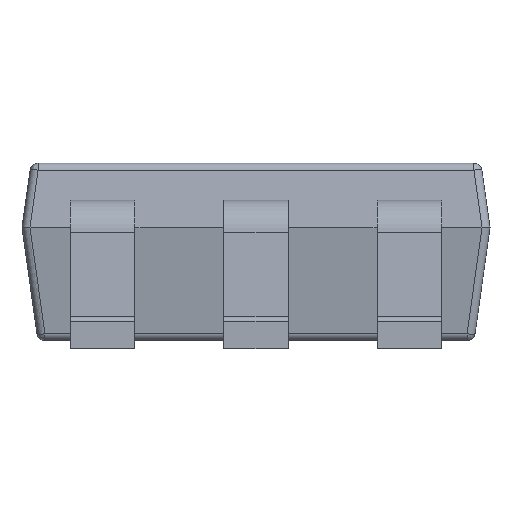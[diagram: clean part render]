
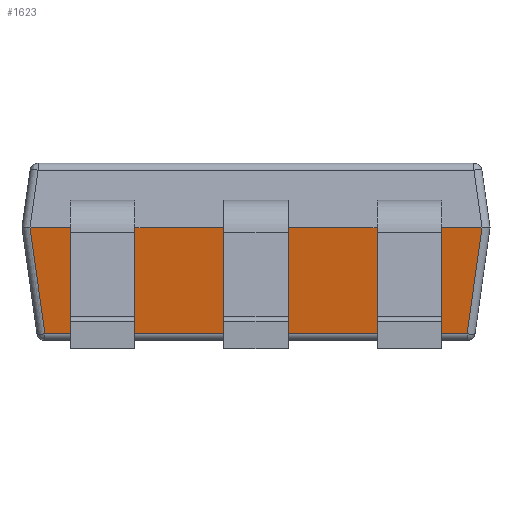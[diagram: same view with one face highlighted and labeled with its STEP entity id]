
A CAD part, front view. The second image highlights one B-rep face of the part: STEP entity #1623.
In plain terms, the highlighted free-form (B-spline) face has degree [1, 1] with [2, 2] control points.
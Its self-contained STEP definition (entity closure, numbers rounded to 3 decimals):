
#1471 = EDGE_CURVE('',#1472,#1474,#1476,.T.);
#1472 = VERTEX_POINT('',#1473);
#1473 = CARTESIAN_POINT('',(1.15,-0.8,0.75));
#1474 = VERTEX_POINT('',#1475);
#1475 = CARTESIAN_POINT('',(1.4,-0.8,0.75));
#1476 = B_SPLINE_CURVE_WITH_KNOTS('',1,(#1477,#1478),.UNSPECIFIED.,.F.,
  .F.,(2,2),(2.6,2.85),.PIECEWISE_BEZIER_KNOTS.);
#1477 = CARTESIAN_POINT('',(1.15,-0.8,0.75));
#1478 = CARTESIAN_POINT('',(1.4,-0.8,0.75));
#1495 = VERTEX_POINT('',#1496);
#1496 = CARTESIAN_POINT('',(-1.4,-0.8,0.75));
#1501 = EDGE_CURVE('',#1495,#1502,#1504,.T.);
#1502 = VERTEX_POINT('',#1503);
#1503 = CARTESIAN_POINT('',(-1.15,-0.8,0.75));
#1504 = B_SPLINE_CURVE_WITH_KNOTS('',1,(#1505,#1506),.UNSPECIFIED.,.F.,
  .F.,(2,2),(0.05,0.3),.PIECEWISE_BEZIER_KNOTS.);
#1505 = CARTESIAN_POINT('',(-1.4,-0.8,0.75));
#1506 = CARTESIAN_POINT('',(-1.15,-0.8,0.75));
#1523 = VERTEX_POINT('',#1524);
#1524 = CARTESIAN_POINT('',(-0.75,-0.8,0.75));
#1529 = EDGE_CURVE('',#1523,#1530,#1532,.T.);
#1530 = VERTEX_POINT('',#1531);
#1531 = CARTESIAN_POINT('',(-0.2,-0.8,0.75));
#1532 = B_SPLINE_CURVE_WITH_KNOTS('',1,(#1533,#1534),.UNSPECIFIED.,.F.,
  .F.,(2,2),(0.7,1.25),.PIECEWISE_BEZIER_KNOTS.);
#1533 = CARTESIAN_POINT('',(-0.75,-0.8,0.75));
#1534 = CARTESIAN_POINT('',(-0.2,-0.8,0.75));
#1551 = VERTEX_POINT('',#1552);
#1552 = CARTESIAN_POINT('',(0.2,-0.8,0.75));
#1557 = EDGE_CURVE('',#1551,#1558,#1560,.T.);
#1558 = VERTEX_POINT('',#1559);
#1559 = CARTESIAN_POINT('',(0.75,-0.8,0.75));
#1560 = B_SPLINE_CURVE_WITH_KNOTS('',1,(#1561,#1562),.UNSPECIFIED.,.F.,
  .F.,(2,2),(1.65,2.2),.PIECEWISE_BEZIER_KNOTS.);
#1561 = CARTESIAN_POINT('',(0.2,-0.8,0.75));
#1562 = CARTESIAN_POINT('',(0.75,-0.8,0.75));
#1623 = ADVANCED_FACE('',(#1624),#1664,.T.);
#1624 = FACE_BOUND('',#1625,.T.);
#1625 = EDGE_LOOP('',(#1626,#1635,#1640,#1641,#1646,#1647,#1652,#1653,
    #1658,#1659));
#1626 = ORIENTED_EDGE('',*,*,#1627,.T.);
#1627 = EDGE_CURVE('',#1628,#1630,#1632,.T.);
#1628 = VERTEX_POINT('',#1629);
#1629 = CARTESIAN_POINT('',(-1.308,-0.708,
    0.093));
#1630 = VERTEX_POINT('',#1631);
#1631 = CARTESIAN_POINT('',(1.308,-0.708,
    0.093));
#1632 = B_SPLINE_CURVE_WITH_KNOTS('',1,(#1633,#1634),.UNSPECIFIED.,.F.,
  .F.,(2,2),(-2.66,-0.043),
  .PIECEWISE_BEZIER_KNOTS.);
#1633 = CARTESIAN_POINT('',(-1.308,-0.708,
    0.093));
#1634 = CARTESIAN_POINT('',(1.308,-0.708,
    0.093));
#1635 = ORIENTED_EDGE('',*,*,#1636,.T.);
#1636 = EDGE_CURVE('',#1630,#1474,#1637,.T.);
#1637 = B_SPLINE_CURVE_WITH_KNOTS('',1,(#1638,#1639),.UNSPECIFIED.,.F.,
  .F.,(2,2),(-0.277,0.393),.PIECEWISE_BEZIER_KNOTS.);
#1638 = CARTESIAN_POINT('',(1.308,-0.708,
    0.093));
#1639 = CARTESIAN_POINT('',(1.4,-0.8,0.75));
#1640 = ORIENTED_EDGE('',*,*,#1471,.F.);
#1641 = ORIENTED_EDGE('',*,*,#1642,.F.);
#1642 = EDGE_CURVE('',#1558,#1472,#1643,.T.);
#1643 = B_SPLINE_CURVE_WITH_KNOTS('',1,(#1644,#1645),.UNSPECIFIED.,.F.,
  .F.,(2,2),(1.25,1.65),.PIECEWISE_BEZIER_KNOTS.);
#1644 = CARTESIAN_POINT('',(0.75,-0.8,0.75));
#1645 = CARTESIAN_POINT('',(1.15,-0.8,0.75));
#1646 = ORIENTED_EDGE('',*,*,#1557,.F.);
#1647 = ORIENTED_EDGE('',*,*,#1648,.F.);
#1648 = EDGE_CURVE('',#1530,#1551,#1649,.T.);
#1649 = B_SPLINE_CURVE_WITH_KNOTS('',1,(#1650,#1651),.UNSPECIFIED.,.F.,
  .F.,(2,2),(1.25,1.65),.PIECEWISE_BEZIER_KNOTS.);
#1650 = CARTESIAN_POINT('',(-0.2,-0.8,0.75));
#1651 = CARTESIAN_POINT('',(0.2,-0.8,0.75));
#1652 = ORIENTED_EDGE('',*,*,#1529,.F.);
#1653 = ORIENTED_EDGE('',*,*,#1654,.F.);
#1654 = EDGE_CURVE('',#1502,#1523,#1655,.T.);
#1655 = B_SPLINE_CURVE_WITH_KNOTS('',1,(#1656,#1657),.UNSPECIFIED.,.F.,
  .F.,(2,2),(1.25,1.65),.PIECEWISE_BEZIER_KNOTS.);
#1656 = CARTESIAN_POINT('',(-1.15,-0.8,0.75));
#1657 = CARTESIAN_POINT('',(-0.75,-0.8,0.75));
#1658 = ORIENTED_EDGE('',*,*,#1501,.F.);
#1659 = ORIENTED_EDGE('',*,*,#1660,.T.);
#1660 = EDGE_CURVE('',#1495,#1628,#1661,.T.);
#1661 = B_SPLINE_CURVE_WITH_KNOTS('',1,(#1662,#1663),.UNSPECIFIED.,.F.,
  .F.,(2,2),(0.007,0.677),
  .PIECEWISE_BEZIER_KNOTS.);
#1662 = CARTESIAN_POINT('',(-1.4,-0.8,0.75));
#1663 = CARTESIAN_POINT('',(-1.308,-0.708,
    0.093));
#1664 = B_SPLINE_SURFACE_WITH_KNOTS('',1,1,(
    (#1665,#1666)
    ,(#1667,#1668
    )),.UNSPECIFIED.,.F.,.F.,.F.,(2,2),(2,2),(0.,
    0.663),(0.05,2.85),
  .PIECEWISE_BEZIER_KNOTS.);
#1665 = CARTESIAN_POINT('',(-1.4,-0.8,0.75));
#1666 = CARTESIAN_POINT('',(1.4,-0.8,0.75));
#1667 = CARTESIAN_POINT('',(-1.4,-0.708,
    0.093));
#1668 = CARTESIAN_POINT('',(1.4,-0.708,
    0.093));
